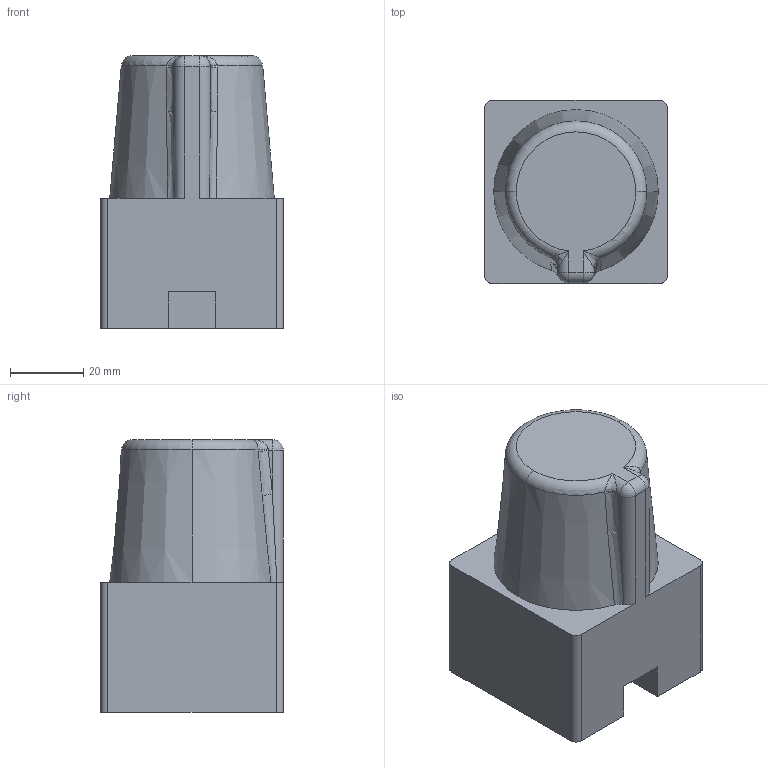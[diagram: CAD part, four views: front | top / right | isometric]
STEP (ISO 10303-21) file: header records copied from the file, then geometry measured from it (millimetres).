
FILE_DESCRIPTION (( 'STEP AP203' ), '1' );
FILE_NAME ('祥砦慾嫖濘湛.STEP', '2022-03-15T01:45:42', ( 'PS' ), ( '' ), 'SwSTEP 2.0', 'SolidWorks 2018', '' );
FILE_SCHEMA (( 'CONFIG_CONTROL_DESIGN' ));
Length unit declared in the file: millimetre
Products named in the file (1): 祥砦慾嫖濘湛
Bounding box: 50 x 50 x 74.6 mm (x, y, z)
Volume: 141577.2 mm3; surface area: 17206.5 mm2
Topology: 1 solids, 1 shells, 50 faces, 120 edges, 72 vertices
Faces by surface type: cylinder 17, plane 17, bspline 8, torus 3, cone 3, sphere 2
Entity records: 1732 total; most frequent: CARTESIAN_POINT 541, DIRECTION 233, ORIENTED_EDGE 232, EDGE_CURVE 116, AXIS2_PLACEMENT_3D 92, VERTEX_POINT 72, EDGE_LOOP 54, ADVANCED_FACE 50
